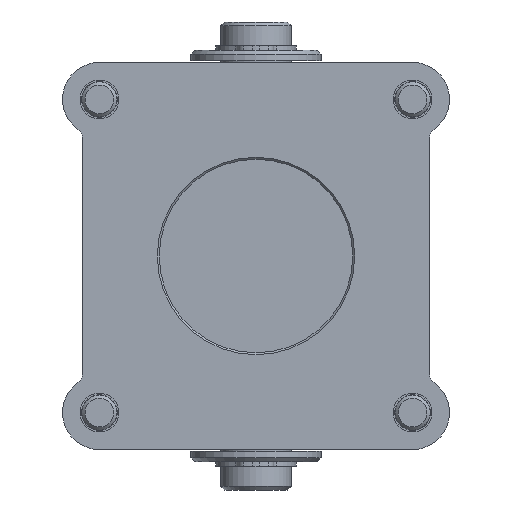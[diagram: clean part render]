
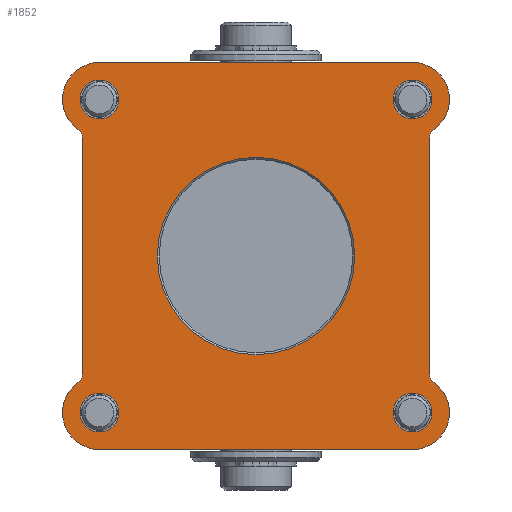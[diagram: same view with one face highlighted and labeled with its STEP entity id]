
A CAD part, front view. The second image highlights one B-rep face of the part: STEP entity #1852.
In plain terms, the highlighted planar face has unit normal (0, -1, 0).
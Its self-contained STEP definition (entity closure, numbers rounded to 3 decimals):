
#150=LINE('',#2935,#264);
#157=LINE('',#2959,#271);
#170=LINE('',#2999,#284);
#178=LINE('',#3025,#292);
#264=VECTOR('',#2296,1000.);
#271=VECTOR('',#2319,1000.);
#284=VECTOR('',#2352,1000.);
#292=VECTOR('',#2376,1000.);
#458=ORIENTED_EDGE('',*,*,#938,.F.);
#459=ORIENTED_EDGE('',*,*,#935,.T.);
#460=ORIENTED_EDGE('',*,*,#933,.T.);
#461=ORIENTED_EDGE('',*,*,#931,.T.);
#462=ORIENTED_EDGE('',*,*,#929,.T.);
#463=ORIENTED_EDGE('',*,*,#873,.F.);
#464=ORIENTED_EDGE('',*,*,#936,.F.);
#465=ORIENTED_EDGE('',*,*,#925,.T.);
#466=ORIENTED_EDGE('',*,*,#918,.F.);
#467=ORIENTED_EDGE('',*,*,#915,.T.);
#468=ORIENTED_EDGE('',*,*,#912,.F.);
#469=ORIENTED_EDGE('',*,*,#905,.F.);
#470=ORIENTED_EDGE('',*,*,#895,.F.);
#471=ORIENTED_EDGE('',*,*,#892,.T.);
#472=ORIENTED_EDGE('',*,*,#885,.F.);
#473=ORIENTED_EDGE('',*,*,#882,.T.);
#474=ORIENTED_EDGE('',*,*,#879,.F.);
#873=EDGE_CURVE('',#1119,#1120,#150,.T.);
#879=EDGE_CURVE('',#1120,#1125,#1291,.T.);
#882=EDGE_CURVE('',#1127,#1125,#1293,.T.);
#885=EDGE_CURVE('',#1127,#1129,#157,.T.);
#892=EDGE_CURVE('',#1135,#1129,#1295,.T.);
#895=EDGE_CURVE('',#1135,#1137,#1297,.T.);
#905=EDGE_CURVE('',#1137,#1146,#170,.T.);
#912=EDGE_CURVE('',#1146,#1152,#1303,.T.);
#915=EDGE_CURVE('',#1154,#1152,#1305,.T.);
#918=EDGE_CURVE('',#1154,#1156,#178,.T.);
#925=EDGE_CURVE('',#1162,#1156,#1307,.T.);
#929=EDGE_CURVE('',#1165,#1165,#1310,.T.);
#931=EDGE_CURVE('',#1167,#1167,#1312,.T.);
#933=EDGE_CURVE('',#1169,#1169,#1314,.T.);
#935=EDGE_CURVE('',#1171,#1171,#1316,.T.);
#936=EDGE_CURVE('',#1162,#1119,#1317,.T.);
#938=EDGE_CURVE('',#1172,#1172,#1319,.T.);
#1119=VERTEX_POINT('',#2934);
#1120=VERTEX_POINT('',#2936);
#1125=VERTEX_POINT('',#2948);
#1127=VERTEX_POINT('',#2954);
#1129=VERTEX_POINT('',#2960);
#1135=VERTEX_POINT('',#2974);
#1137=VERTEX_POINT('',#2980);
#1146=VERTEX_POINT('',#3000);
#1152=VERTEX_POINT('',#3014);
#1154=VERTEX_POINT('',#3020);
#1156=VERTEX_POINT('',#3026);
#1162=VERTEX_POINT('',#3040);
#1165=VERTEX_POINT('',#3048);
#1167=VERTEX_POINT('',#3053);
#1169=VERTEX_POINT('',#3058);
#1171=VERTEX_POINT('',#3063);
#1172=VERTEX_POINT('',#3069);
#1291=CIRCLE('',#2027,10.5);
#1293=CIRCLE('',#2030,3.3);
#1295=CIRCLE('',#2034,3.3);
#1297=CIRCLE('',#2037,10.5);
#1303=CIRCLE('',#2045,10.5);
#1305=CIRCLE('',#2048,3.3);
#1307=CIRCLE('',#2052,3.3);
#1310=CIRCLE('',#2056,5.5);
#1312=CIRCLE('',#2059,5.5);
#1314=CIRCLE('',#2062,5.5);
#1316=CIRCLE('',#2065,5.5);
#1317=CIRCLE('',#2067,10.5);
#1319=CIRCLE('',#2070,28.05);
#1435=EDGE_LOOP('',(#458));
#1436=EDGE_LOOP('',(#459));
#1437=EDGE_LOOP('',(#460));
#1438=EDGE_LOOP('',(#461));
#1439=EDGE_LOOP('',(#462));
#1440=EDGE_LOOP('',(#463,#464,#465,#466,#467,#468,#469,#470,#471,#472,#473,
#474));
#1619=FACE_BOUND('',#1435,.T.);
#1620=FACE_BOUND('',#1436,.T.);
#1621=FACE_BOUND('',#1437,.T.);
#1622=FACE_BOUND('',#1438,.T.);
#1623=FACE_BOUND('',#1439,.T.);
#1624=FACE_BOUND('',#1440,.T.);
#1786=PLANE('',#2069);
#1852=ADVANCED_FACE('',(#1619,#1620,#1621,#1622,#1623,#1624),#1786,.F.);
#2027=AXIS2_PLACEMENT_3D('',#2947,#2305,#2306);
#2030=AXIS2_PLACEMENT_3D('',#2953,#2312,#2313);
#2034=AXIS2_PLACEMENT_3D('',#2973,#2328,#2329);
#2037=AXIS2_PLACEMENT_3D('',#2979,#2335,#2336);
#2045=AXIS2_PLACEMENT_3D('',#3013,#2362,#2363);
#2048=AXIS2_PLACEMENT_3D('',#3019,#2369,#2370);
#2052=AXIS2_PLACEMENT_3D('',#3039,#2385,#2386);
#2056=AXIS2_PLACEMENT_3D('',#3047,#2394,#2395);
#2059=AXIS2_PLACEMENT_3D('',#3052,#2400,#2401);
#2062=AXIS2_PLACEMENT_3D('',#3057,#2406,#2407);
#2065=AXIS2_PLACEMENT_3D('',#3062,#2412,#2413);
#2067=AXIS2_PLACEMENT_3D('',#3065,#2416,#2417);
#2069=AXIS2_PLACEMENT_3D('',#3067,#2420,#2421);
#2070=AXIS2_PLACEMENT_3D('',#3068,#2422,#2423);
#2296=DIRECTION('',(-1.,0.,0.));
#2305=DIRECTION('',(0.,1.,0.));
#2306=DIRECTION('',(1.,0.,0.));
#2312=DIRECTION('',(0.,1.,0.));
#2313=DIRECTION('',(1.,0.,0.));
#2319=DIRECTION('',(0.,0.,1.));
#2328=DIRECTION('',(0.,1.,0.));
#2329=DIRECTION('',(1.,0.,0.));
#2335=DIRECTION('',(0.,1.,0.));
#2336=DIRECTION('',(1.,0.,0.));
#2352=DIRECTION('',(1.,0.,0.));
#2362=DIRECTION('',(0.,1.,0.));
#2363=DIRECTION('',(1.,0.,0.));
#2369=DIRECTION('',(0.,1.,0.));
#2370=DIRECTION('',(1.,0.,0.));
#2376=DIRECTION('',(0.,0.,-1.));
#2385=DIRECTION('',(0.,1.,0.));
#2386=DIRECTION('',(1.,0.,0.));
#2394=DIRECTION('',(0.,1.,0.));
#2395=DIRECTION('',(1.,0.,0.));
#2400=DIRECTION('',(0.,1.,0.));
#2401=DIRECTION('',(1.,0.,0.));
#2406=DIRECTION('',(0.,1.,0.));
#2407=DIRECTION('',(1.,0.,0.));
#2412=DIRECTION('',(0.,1.,0.));
#2413=DIRECTION('',(1.,0.,0.));
#2416=DIRECTION('',(0.,1.,0.));
#2417=DIRECTION('',(1.,0.,0.));
#2420=DIRECTION('',(0.,1.,0.));
#2421=DIRECTION('',(0.,0.,1.));
#2422=DIRECTION('',(0.,-1.,0.));
#2423=DIRECTION('',(0.,0.,-1.));
#2934=CARTESIAN_POINT('',(44.5,0.,-55.));
#2935=CARTESIAN_POINT('',(44.5,0.,-55.));
#2936=CARTESIAN_POINT('',(-44.5,0.,-55.));
#2947=CARTESIAN_POINT('',(-44.5,0.,-44.5));
#2948=CARTESIAN_POINT('',(-50.634,0.,-35.978));
#2953=CARTESIAN_POINT('',(-52.562,0.,-33.299));
#2954=CARTESIAN_POINT('',(-49.262,0.,-33.299));
#2959=CARTESIAN_POINT('',(-49.262,0.,-33.299));
#2960=CARTESIAN_POINT('',(-49.262,0.,33.299));
#2973=CARTESIAN_POINT('',(-52.562,0.,33.299));
#2974=CARTESIAN_POINT('',(-50.634,0.,35.978));
#2979=CARTESIAN_POINT('',(-44.5,0.,44.5));
#2980=CARTESIAN_POINT('',(-44.5,0.,55.));
#2999=CARTESIAN_POINT('',(-44.5,0.,55.));
#3000=CARTESIAN_POINT('',(44.5,0.,55.));
#3013=CARTESIAN_POINT('',(44.5,0.,44.5));
#3014=CARTESIAN_POINT('',(50.634,0.,35.978));
#3019=CARTESIAN_POINT('',(52.562,0.,33.299));
#3020=CARTESIAN_POINT('',(49.262,0.,33.299));
#3025=CARTESIAN_POINT('',(49.262,0.,33.299));
#3026=CARTESIAN_POINT('',(49.262,0.,-33.299));
#3039=CARTESIAN_POINT('',(52.562,0.,-33.299));
#3040=CARTESIAN_POINT('',(50.634,0.,-35.978));
#3047=CARTESIAN_POINT('',(44.5,0.,-44.5));
#3048=CARTESIAN_POINT('',(50.,0.,-44.5));
#3052=CARTESIAN_POINT('',(44.5,0.,44.5));
#3053=CARTESIAN_POINT('',(50.,0.,44.5));
#3057=CARTESIAN_POINT('',(-44.5,0.,-44.5));
#3058=CARTESIAN_POINT('',(-39.,0.,-44.5));
#3062=CARTESIAN_POINT('',(-44.5,0.,44.5));
#3063=CARTESIAN_POINT('',(-39.,0.,44.5));
#3065=CARTESIAN_POINT('',(44.5,0.,-44.5));
#3067=CARTESIAN_POINT('',(-44.5,0.,-44.5));
#3068=CARTESIAN_POINT('',(0.,0.,0.));
#3069=CARTESIAN_POINT('',(0.,0.,-28.05));
